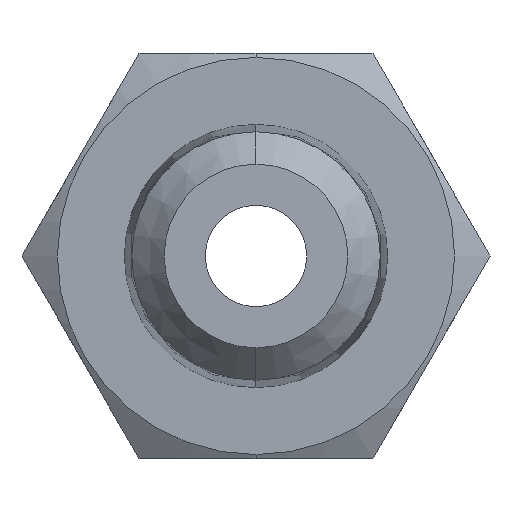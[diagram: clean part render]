
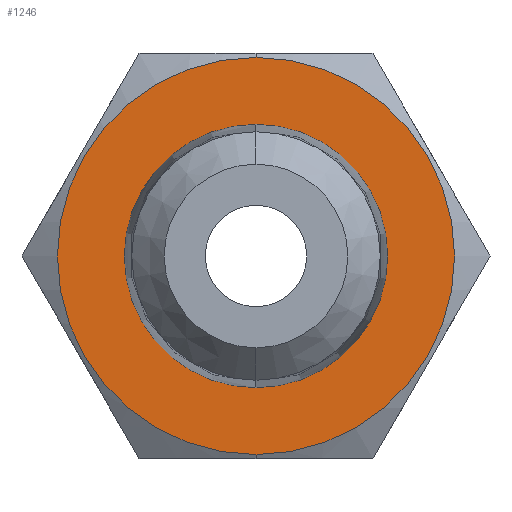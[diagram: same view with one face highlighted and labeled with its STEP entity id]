
A CAD part, front view. The second image highlights one B-rep face of the part: STEP entity #1246.
In plain terms, the highlighted planar face has unit normal (0, -1, 0).
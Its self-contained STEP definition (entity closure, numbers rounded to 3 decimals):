
#5 = DIRECTION ( 'NONE',  ( 0., 0., -1. ) ) ;
#6 = DIRECTION ( 'NONE',  ( 0., -1., 0. ) ) ;
#198 = AXIS2_PLACEMENT_3D ( 'NONE', #1822, #6, #5 ) ;
#199 = CIRCLE ( 'NONE', #198, 3.249 ) ;
#208 = CARTESIAN_POINT ( 'NONE',  ( 0., 8., -3.249 ) ) ;
#243 = CARTESIAN_POINT ( 'NONE',  ( 0., 8., 3.249 ) ) ;
#297 = CARTESIAN_POINT ( 'NONE',  ( 0., 8., -4.9 ) ) ;
#298 = CARTESIAN_POINT ( 'NONE',  ( 0., 8., 4.9 ) ) ;
#408 = CIRCLE ( 'NONE', #427, 4.9 ) ;
#425 = DIRECTION ( 'NONE',  ( 0., 0., 1. ) ) ;
#426 = DIRECTION ( 'NONE',  ( 0., -1., 0. ) ) ;
#427 = AXIS2_PLACEMENT_3D ( 'NONE', #429, #426, #425 ) ;
#429 = CARTESIAN_POINT ( 'NONE',  ( 0., 8., 0. ) ) ;
#812 = EDGE_CURVE ( 'NONE', #814, #815, #199, .T. ) ;
#814 = VERTEX_POINT ( 'NONE', #208 ) ;
#815 = VERTEX_POINT ( 'NONE', #243 ) ;
#887 = VERTEX_POINT ( 'NONE', #298 ) ;
#888 = VERTEX_POINT ( 'NONE', #297 ) ;
#927 = EDGE_CURVE ( 'NONE', #888, #887, #408, .T. ) ;
#1206 = EDGE_CURVE ( 'NONE', #887, #888, #1537, .T. ) ;
#1233 = ORIENTED_EDGE ( 'NONE', *, *, #1257, .F. ) ;
#1237 = ORIENTED_EDGE ( 'NONE', *, *, #812, .F. ) ;
#1238 = EDGE_LOOP ( 'NONE', ( #1233, #1237 ) ) ;
#1246 = ADVANCED_FACE ( 'NONE', ( #1582, #1581 ), #1607, .F. ) ;
#1247 = EDGE_LOOP ( 'NONE', ( #1251, #1253 ) ) ;
#1251 = ORIENTED_EDGE ( 'NONE', *, *, #1206, .T. ) ;
#1253 = ORIENTED_EDGE ( 'NONE', *, *, #927, .T. ) ;
#1257 = EDGE_CURVE ( 'NONE', #815, #814, #1606, .T. ) ;
#1533 = DIRECTION ( 'NONE',  ( 0., 0., 1. ) ) ;
#1534 = DIRECTION ( 'NONE',  ( 0., -1., 0. ) ) ;
#1535 = CARTESIAN_POINT ( 'NONE',  ( 0., 8., 0. ) ) ;
#1536 = AXIS2_PLACEMENT_3D ( 'NONE', #1535, #1534, #1533 ) ;
#1537 = CIRCLE ( 'NONE', #1536, 4.9 ) ;
#1581 = FACE_BOUND ( 'NONE', #1238, .T. ) ;
#1582 = FACE_OUTER_BOUND ( 'NONE', #1247, .T. ) ;
#1602 = AXIS2_PLACEMENT_3D ( 'NONE', #1616, #1615, #1610 ) ;
#1606 = CIRCLE ( 'NONE', #1602, 3.249 ) ;
#1607 = PLANE ( 'NONE',  #1623 ) ;
#1610 = DIRECTION ( 'NONE',  ( 0., 0., -1. ) ) ;
#1615 = DIRECTION ( 'NONE',  ( 0., -1., 0. ) ) ;
#1616 = CARTESIAN_POINT ( 'NONE',  ( 0., 8., 0. ) ) ;
#1617 = CARTESIAN_POINT ( 'NONE',  ( 3.249, 8., 0. ) ) ;
#1622 = DIRECTION ( 'NONE',  ( 0., 1., 0. ) ) ;
#1623 = AXIS2_PLACEMENT_3D ( 'NONE', #1617, #1622, #1624 ) ;
#1624 = DIRECTION ( 'NONE',  ( 0., 0., 1. ) ) ;
#1822 = CARTESIAN_POINT ( 'NONE',  ( 0., 8., 0. ) ) ;
